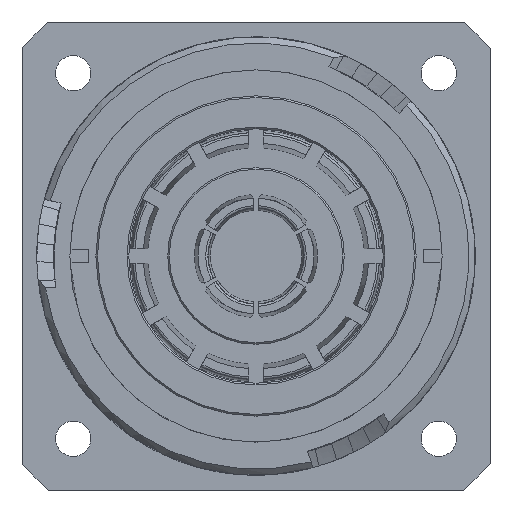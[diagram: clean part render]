
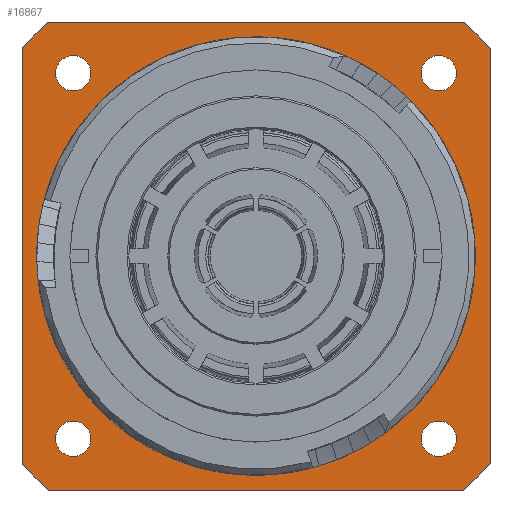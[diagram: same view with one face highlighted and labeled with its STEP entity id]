
A CAD part, left-side view. The second image highlights one B-rep face of the part: STEP entity #16867.
In plain terms, the highlighted planar face has unit normal (-1, 0, 0).
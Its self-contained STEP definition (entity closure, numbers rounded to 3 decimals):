
#327=CARTESIAN_POINT('',(29.,0.,0.));
#328=DIRECTION('',(1.,0.,0.));
#329=DIRECTION('',(0.,1.,0.));
#330=AXIS2_PLACEMENT_3D('',#327,#328,#329);
#1271=CARTESIAN_POINT('',(29.,0.,0.));
#1272=DIRECTION('',(-1.,0.,0.));
#1273=DIRECTION('',(0.,1.,0.));
#1274=AXIS2_PLACEMENT_3D('',#1271,#1272,#1273);
#2998=DIRECTION('',(0.,1.,0.));
#2999=VECTOR('',#2998,50.571);
#3000=CARTESIAN_POINT('',(29.,-25.286,-28.5));
#3001=LINE('825',#3000,#2999);
#3002=CARTESIAN_POINT('',(29.,0.,0.));
#3003=DIRECTION('',(-1.,0.,0.));
#3004=DIRECTION('',(0.,0.748,-0.664));
#3005=AXIS2_PLACEMENT_3D('',#3002,#3003,#3004);
#3007=DIRECTION('',(0.,0.,1.));
#3008=VECTOR('',#3007,50.571);
#3009=CARTESIAN_POINT('',(29.,28.5,-25.286));
#3010=LINE('828',#3009,#3008);
#3011=CARTESIAN_POINT('',(29.,0.,0.));
#3012=DIRECTION('',(1.,0.,0.));
#3013=DIRECTION('',(0.,0.748,0.664));
#3014=AXIS2_PLACEMENT_3D('',#3011,#3012,#3013);
#3016=DIRECTION('',(0.,-1.,0.));
#3017=VECTOR('',#3016,50.571);
#3018=CARTESIAN_POINT('',(29.,25.286,28.5));
#3019=LINE('827',#3018,#3017);
#3020=CARTESIAN_POINT('',(29.,0.,0.));
#3021=DIRECTION('',(1.,0.,0.));
#3022=DIRECTION('',(0.,-0.664,0.748));
#3023=AXIS2_PLACEMENT_3D('',#3020,#3021,#3022);
#3025=DIRECTION('',(0.,0.,-1.));
#3026=VECTOR('',#3025,50.571);
#3027=CARTESIAN_POINT('',(29.,-28.5,25.286));
#3028=LINE('826',#3027,#3026);
#3029=CARTESIAN_POINT('',(29.,0.,0.));
#3030=DIRECTION('',(-1.,0.,0.));
#3031=DIRECTION('',(0.,-0.664,-0.748));
#3032=AXIS2_PLACEMENT_3D('',#3029,#3030,#3031);
#3034=CARTESIAN_POINT('',(29.,22.25,-22.25));
#3035=DIRECTION('',(-1.,0.,0.));
#3036=DIRECTION('',(0.,0.,1.));
#3037=AXIS2_PLACEMENT_3D('',#3034,#3035,#3036);
#3039=CARTESIAN_POINT('',(29.,22.25,-22.25));
#3040=DIRECTION('',(-1.,0.,0.));
#3041=DIRECTION('',(0.,0.,-1.));
#3042=AXIS2_PLACEMENT_3D('',#3039,#3040,#3041);
#3044=CARTESIAN_POINT('',(29.,22.25,22.25));
#3045=DIRECTION('',(-1.,0.,0.));
#3046=DIRECTION('',(0.,0.,1.));
#3047=AXIS2_PLACEMENT_3D('',#3044,#3045,#3046);
#3049=CARTESIAN_POINT('',(29.,22.25,22.25));
#3050=DIRECTION('',(-1.,0.,0.));
#3051=DIRECTION('',(0.,0.,-1.));
#3052=AXIS2_PLACEMENT_3D('',#3049,#3050,#3051);
#3054=CARTESIAN_POINT('',(29.,-22.25,22.25));
#3055=DIRECTION('',(-1.,0.,0.));
#3056=DIRECTION('',(0.,0.,1.));
#3057=AXIS2_PLACEMENT_3D('',#3054,#3055,#3056);
#3059=CARTESIAN_POINT('',(29.,-22.25,22.25));
#3060=DIRECTION('',(-1.,0.,0.));
#3061=DIRECTION('',(0.,0.,-1.));
#3062=AXIS2_PLACEMENT_3D('',#3059,#3060,#3061);
#3064=CARTESIAN_POINT('',(29.,-22.25,-22.25));
#3065=DIRECTION('',(-1.,0.,0.));
#3066=DIRECTION('',(0.,0.,1.));
#3067=AXIS2_PLACEMENT_3D('',#3064,#3065,#3066);
#3069=CARTESIAN_POINT('',(29.,-22.25,-22.25));
#3070=DIRECTION('',(-1.,0.,0.));
#3071=DIRECTION('',(0.,0.,-1.));
#3072=AXIS2_PLACEMENT_3D('',#3069,#3070,#3071);
#8111=CARTESIAN_POINT('',(29.,26.7,0.));
#8112=CARTESIAN_POINT('',(29.,-26.7,0.));
#8113=VERTEX_POINT('',#8111);
#8114=VERTEX_POINT('',#8112);
#8131=CARTESIAN_POINT('',(29.,-25.286,-28.5));
#8132=CARTESIAN_POINT('',(29.,25.286,-28.5));
#8133=VERTEX_POINT('',#8131);
#8134=VERTEX_POINT('',#8132);
#8135=CARTESIAN_POINT('',(29.,-28.5,25.286));
#8136=CARTESIAN_POINT('',(29.,-28.5,-25.286));
#8137=VERTEX_POINT('',#8135);
#8138=VERTEX_POINT('',#8136);
#8139=CARTESIAN_POINT('',(29.,25.286,28.5));
#8140=CARTESIAN_POINT('',(29.,-25.286,28.5));
#8141=VERTEX_POINT('',#8139);
#8142=VERTEX_POINT('',#8140);
#8143=CARTESIAN_POINT('',(29.,28.5,-25.286));
#8144=CARTESIAN_POINT('',(29.,28.5,25.286));
#8145=VERTEX_POINT('',#8143);
#8146=VERTEX_POINT('',#8144);
#8654=CARTESIAN_POINT('',(29.,22.25,-20.1));
#8655=CARTESIAN_POINT('',(29.,22.25,-24.4));
#8656=VERTEX_POINT('',#8654);
#8657=VERTEX_POINT('',#8655);
#8658=CARTESIAN_POINT('',(29.,22.25,24.4));
#8659=CARTESIAN_POINT('',(29.,22.25,20.1));
#8660=VERTEX_POINT('',#8658);
#8661=VERTEX_POINT('',#8659);
#8662=CARTESIAN_POINT('',(29.,-22.25,24.4));
#8663=CARTESIAN_POINT('',(29.,-22.25,20.1));
#8664=VERTEX_POINT('',#8662);
#8665=VERTEX_POINT('',#8663);
#8666=CARTESIAN_POINT('',(29.,-22.25,-20.1));
#8667=CARTESIAN_POINT('',(29.,-22.25,-24.4));
#8668=VERTEX_POINT('',#8666);
#8669=VERTEX_POINT('',#8667);
#16816=CARTESIAN_POINT('',(29.,0.,0.));
#16817=DIRECTION('',(1.,0.,0.));
#16818=DIRECTION('',(0.,-1.,0.));
#16819=AXIS2_PLACEMENT_3D('',#16816,#16817,#16818);
#16820=PLANE('250',#16819);
#16822=ORIENTED_EDGE('825',*,*,#16821,.T.);
#16824=ORIENTED_EDGE('954',*,*,#16823,.F.);
#16826=ORIENTED_EDGE('828',*,*,#16825,.T.);
#16828=ORIENTED_EDGE('950',*,*,#16827,.T.);
#16830=ORIENTED_EDGE('827',*,*,#16829,.T.);
#16832=ORIENTED_EDGE('951',*,*,#16831,.T.);
#16834=ORIENTED_EDGE('826',*,*,#16833,.T.);
#16836=ORIENTED_EDGE('955',*,*,#16835,.F.);
#16837=EDGE_LOOP('250',(#16822,#16824,#16826,#16828,#16830,#16832,#16834,
#16836));
#16838=FACE_OUTER_BOUND('250',#16837,.F.);
#16839=ORIENTED_EDGE('820',*,*,#10096,.T.);
#16840=ORIENTED_EDGE('818',*,*,#9783,.F.);
#16841=EDGE_LOOP('250',(#16839,#16840));
#16842=FACE_BOUND('250',#16841,.F.);
#16844=ORIENTED_EDGE('1408',*,*,#16843,.T.);
#16846=ORIENTED_EDGE('1409',*,*,#16845,.T.);
#16847=EDGE_LOOP('250',(#16844,#16846));
#16848=FACE_BOUND('250',#16847,.F.);
#16850=ORIENTED_EDGE('1410',*,*,#16849,.T.);
#16852=ORIENTED_EDGE('1411',*,*,#16851,.T.);
#16853=EDGE_LOOP('250',(#16850,#16852));
#16854=FACE_BOUND('250',#16853,.F.);
#16856=ORIENTED_EDGE('1412',*,*,#16855,.T.);
#16858=ORIENTED_EDGE('1413',*,*,#16857,.T.);
#16859=EDGE_LOOP('250',(#16856,#16858));
#16860=FACE_BOUND('250',#16859,.F.);
#16862=ORIENTED_EDGE('1414',*,*,#16861,.T.);
#16864=ORIENTED_EDGE('1415',*,*,#16863,.T.);
#16865=EDGE_LOOP('250',(#16862,#16864));
#16866=FACE_BOUND('250',#16865,.F.);
#331=CIRCLE('818',#330,26.7);
#1275=CIRCLE('820',#1274,26.7);
#3006=CIRCLE('954',#3005,38.1);
#3015=CIRCLE('950',#3014,38.1);
#3024=CIRCLE('951',#3023,38.1);
#3033=CIRCLE('955',#3032,38.1);
#3038=CIRCLE('1408',#3037,2.15);
#3043=CIRCLE('1409',#3042,2.15);
#3048=CIRCLE('1410',#3047,2.15);
#3053=CIRCLE('1411',#3052,2.15);
#3058=CIRCLE('1412',#3057,2.15);
#3063=CIRCLE('1413',#3062,2.15);
#3068=CIRCLE('1414',#3067,2.15);
#3073=CIRCLE('1415',#3072,2.15);
#9783=EDGE_CURVE('818',#8113,#8114,#331,.T.);
#10096=EDGE_CURVE('820',#8113,#8114,#1275,.T.);
#16821=EDGE_CURVE('825',#8133,#8134,#3001,.T.);
#16823=EDGE_CURVE('954',#8145,#8134,#3006,.T.);
#16825=EDGE_CURVE('828',#8145,#8146,#3010,.T.);
#16827=EDGE_CURVE('950',#8146,#8141,#3015,.T.);
#16829=EDGE_CURVE('827',#8141,#8142,#3019,.T.);
#16831=EDGE_CURVE('951',#8142,#8137,#3024,.T.);
#16833=EDGE_CURVE('826',#8137,#8138,#3028,.T.);
#16835=EDGE_CURVE('955',#8133,#8138,#3033,.T.);
#16843=EDGE_CURVE('1408',#8656,#8657,#3038,.T.);
#16845=EDGE_CURVE('1409',#8657,#8656,#3043,.T.);
#16849=EDGE_CURVE('1410',#8660,#8661,#3048,.T.);
#16851=EDGE_CURVE('1411',#8661,#8660,#3053,.T.);
#16855=EDGE_CURVE('1412',#8664,#8665,#3058,.T.);
#16857=EDGE_CURVE('1413',#8665,#8664,#3063,.T.);
#16861=EDGE_CURVE('1414',#8668,#8669,#3068,.T.);
#16863=EDGE_CURVE('1415',#8669,#8668,#3073,.T.);
#16867=ADVANCED_FACE('250',(#16838,#16842,#16848,#16854,#16860,#16866),#16820,
.F.);
